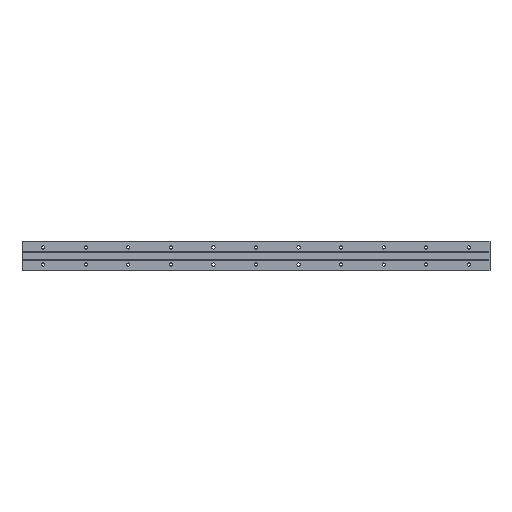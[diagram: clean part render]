
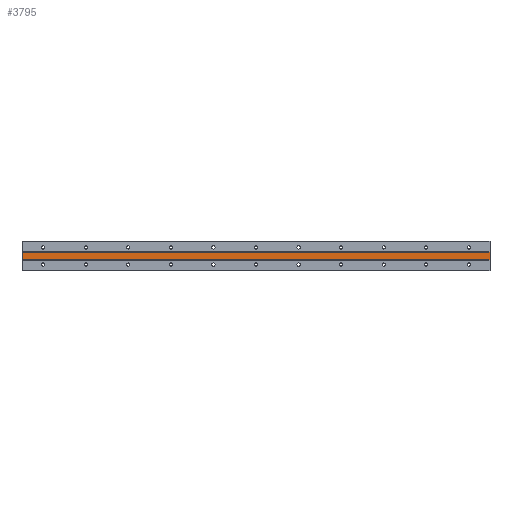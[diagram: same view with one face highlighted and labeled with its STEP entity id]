
A CAD part, front view. The second image highlights one B-rep face of the part: STEP entity #3795.
In plain terms, the highlighted planar face has unit normal (0, -1, 0).
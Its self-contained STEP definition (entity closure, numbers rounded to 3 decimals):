
#337 = ORIENTED_EDGE ( 'NONE', *, *, #2596, .T. ) ;
#440 = EDGE_LOOP ( 'NONE', ( #2185, #2525, #1084, #337 ) ) ;
#642 = CARTESIAN_POINT ( 'NONE',  ( -30., 1., 20.827 ) ) ;
#845 = DIRECTION ( 'NONE',  ( 1., 0., 0. ) ) ;
#1084 = ORIENTED_EDGE ( 'NONE', *, *, #2836, .F. ) ;
#1183 = VECTOR ( 'NONE', #3572, 1000. ) ;
#1185 = PLANE ( 'NONE',  #2066 ) ;
#1202 = CARTESIAN_POINT ( 'NONE',  ( 630., 1., 5. ) ) ;
#1247 = LINE ( 'NONE', #1202, #2435 ) ;
#1762 = VERTEX_POINT ( 'NONE', #3444 ) ;
#1884 = DIRECTION ( 'NONE',  ( 0., 1., 0. ) ) ;
#2066 = AXIS2_PLACEMENT_3D ( 'NONE', #2594, #1884, #2307 ) ;
#2091 = DIRECTION ( 'NONE',  ( 0., 0., -1. ) ) ;
#2138 = CARTESIAN_POINT ( 'NONE',  ( 630., 1., -5. ) ) ;
#2185 = ORIENTED_EDGE ( 'NONE', *, *, #2708, .T. ) ;
#2194 = LINE ( 'NONE', #2239, #1183 ) ;
#2239 = CARTESIAN_POINT ( 'NONE',  ( 630., 1., 20.827 ) ) ;
#2307 = DIRECTION ( 'NONE',  ( 0., 0., 1. ) ) ;
#2435 = VECTOR ( 'NONE', #845, 1000. ) ;
#2525 = ORIENTED_EDGE ( 'NONE', *, *, #3335, .F. ) ;
#2594 = CARTESIAN_POINT ( 'NONE',  ( 630., 1., 5. ) ) ;
#2596 = EDGE_CURVE ( 'NONE', #3005, #1762, #3518, .T. ) ;
#2666 = FACE_OUTER_BOUND ( 'NONE', #440, .T. ) ;
#2708 = EDGE_CURVE ( 'NONE', #1762, #3570, #2866, .T. ) ;
#2733 = CARTESIAN_POINT ( 'NONE',  ( 630., 1., -5. ) ) ;
#2836 = EDGE_CURVE ( 'NONE', #3005, #4385, #1247, .T. ) ;
#2866 = LINE ( 'NONE', #2138, #3827 ) ;
#3005 = VERTEX_POINT ( 'NONE', #3208 ) ;
#3208 = CARTESIAN_POINT ( 'NONE',  ( -30., 1., 5. ) ) ;
#3335 = EDGE_CURVE ( 'NONE', #4385, #3570, #2194, .T. ) ;
#3444 = CARTESIAN_POINT ( 'NONE',  ( -30., 1., -5. ) ) ;
#3518 = LINE ( 'NONE', #642, #4504 ) ;
#3541 = DIRECTION ( 'NONE',  ( 1., 0., 0. ) ) ;
#3570 = VERTEX_POINT ( 'NONE', #2733 ) ;
#3572 = DIRECTION ( 'NONE',  ( 0., 0., -1. ) ) ;
#3795 = ADVANCED_FACE ( 'NONE', ( #2666 ), #1185, .F. ) ;
#3827 = VECTOR ( 'NONE', #3541, 1000. ) ;
#4385 = VERTEX_POINT ( 'NONE', #4488 ) ;
#4488 = CARTESIAN_POINT ( 'NONE',  ( 630., 1., 5. ) ) ;
#4504 = VECTOR ( 'NONE', #2091, 1000. ) ;
